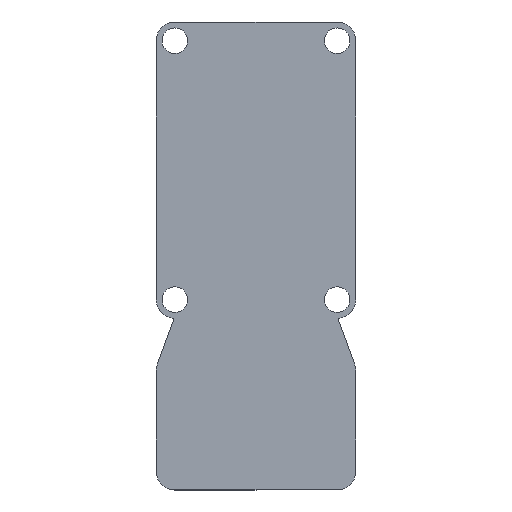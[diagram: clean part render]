
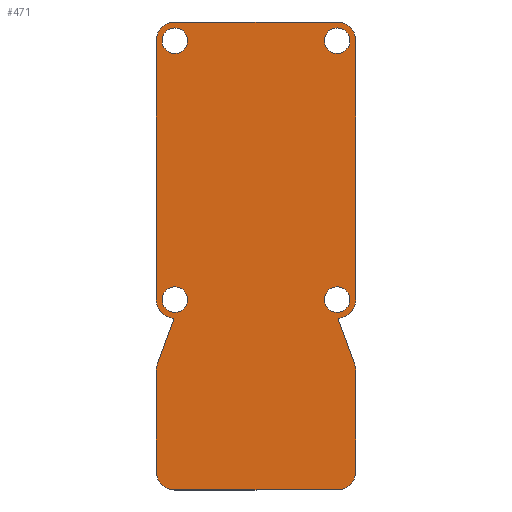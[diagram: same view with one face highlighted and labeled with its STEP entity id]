
A CAD part, top view. The second image highlights one B-rep face of the part: STEP entity #471.
In plain terms, the highlighted planar face has unit normal (0, 0, 1).
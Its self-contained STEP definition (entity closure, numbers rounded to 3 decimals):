
#15=FACE_BOUND('',#80,.T.);
#16=FACE_BOUND('',#81,.T.);
#17=FACE_BOUND('',#82,.T.);
#18=FACE_BOUND('',#83,.T.);
#31=PLANE('',#543);
#55=FACE_OUTER_BOUND('',#79,.T.);
#79=EDGE_LOOP('',(#391,#392,#393,#394,#395,#396,#397,#398,#399,#400,#401,
#402,#403,#404,#405,#406,#407,#408));
#80=EDGE_LOOP('',(#409));
#81=EDGE_LOOP('',(#410));
#82=EDGE_LOOP('',(#411));
#83=EDGE_LOOP('',(#412));
#95=LINE('',#725,#133);
#99=LINE('',#737,#137);
#104=LINE('',#755,#142);
#108=LINE('',#767,#146);
#112=LINE('',#779,#150);
#116=LINE('',#791,#154);
#120=LINE('',#803,#158);
#125=LINE('',#820,#163);
#133=VECTOR('',#585,10.);
#137=VECTOR('',#597,10.);
#142=VECTOR('',#616,10.);
#146=VECTOR('',#628,10.);
#150=VECTOR('',#640,10.);
#154=VECTOR('',#652,10.);
#158=VECTOR('',#664,10.);
#163=VECTOR('',#683,10.);
#166=CIRCLE('',#495,4.1);
#168=CIRCLE('',#498,4.1);
#170=CIRCLE('',#501,4.1);
#172=CIRCLE('',#504,4.1);
#173=CIRCLE('',#506,6.);
#175=CIRCLE('',#510,6.);
#177=CIRCLE('',#514,6.);
#179=CIRCLE('',#517,0.5);
#181=CIRCLE('',#521,7.);
#183=CIRCLE('',#525,6.);
#185=CIRCLE('',#529,6.);
#187=CIRCLE('',#533,7.);
#189=CIRCLE('',#537,0.5);
#191=CIRCLE('',#540,6.);
#194=VERTEX_POINT('',#693);
#196=VERTEX_POINT('',#699);
#198=VERTEX_POINT('',#705);
#200=VERTEX_POINT('',#711);
#201=VERTEX_POINT('',#715);
#202=VERTEX_POINT('',#716);
#205=VERTEX_POINT('',#724);
#207=VERTEX_POINT('',#730);
#209=VERTEX_POINT('',#736);
#211=VERTEX_POINT('',#742);
#213=VERTEX_POINT('',#748);
#215=VERTEX_POINT('',#754);
#217=VERTEX_POINT('',#760);
#219=VERTEX_POINT('',#766);
#221=VERTEX_POINT('',#772);
#223=VERTEX_POINT('',#778);
#225=VERTEX_POINT('',#784);
#227=VERTEX_POINT('',#790);
#229=VERTEX_POINT('',#796);
#231=VERTEX_POINT('',#802);
#233=VERTEX_POINT('',#808);
#235=VERTEX_POINT('',#814);
#239=EDGE_CURVE('',#194,#194,#166,.T.);
#242=EDGE_CURVE('',#196,#196,#168,.T.);
#245=EDGE_CURVE('',#198,#198,#170,.T.);
#248=EDGE_CURVE('',#200,#200,#172,.T.);
#249=EDGE_CURVE('',#201,#202,#173,.T.);
#253=EDGE_CURVE('',#202,#205,#95,.T.);
#256=EDGE_CURVE('',#205,#207,#175,.T.);
#259=EDGE_CURVE('',#207,#209,#99,.T.);
#262=EDGE_CURVE('',#209,#211,#177,.T.);
#265=EDGE_CURVE('',#211,#213,#179,.T.);
#268=EDGE_CURVE('',#213,#215,#104,.T.);
#271=EDGE_CURVE('',#215,#217,#181,.T.);
#274=EDGE_CURVE('',#217,#219,#108,.T.);
#277=EDGE_CURVE('',#219,#221,#183,.T.);
#280=EDGE_CURVE('',#221,#223,#112,.T.);
#283=EDGE_CURVE('',#223,#225,#185,.T.);
#286=EDGE_CURVE('',#225,#227,#116,.T.);
#289=EDGE_CURVE('',#227,#229,#187,.T.);
#292=EDGE_CURVE('',#229,#231,#120,.T.);
#295=EDGE_CURVE('',#231,#233,#189,.T.);
#298=EDGE_CURVE('',#233,#235,#191,.T.);
#301=EDGE_CURVE('',#235,#201,#125,.T.);
#391=ORIENTED_EDGE('',*,*,#249,.F.);
#392=ORIENTED_EDGE('',*,*,#301,.F.);
#393=ORIENTED_EDGE('',*,*,#298,.F.);
#394=ORIENTED_EDGE('',*,*,#295,.F.);
#395=ORIENTED_EDGE('',*,*,#292,.F.);
#396=ORIENTED_EDGE('',*,*,#289,.F.);
#397=ORIENTED_EDGE('',*,*,#286,.F.);
#398=ORIENTED_EDGE('',*,*,#283,.F.);
#399=ORIENTED_EDGE('',*,*,#280,.F.);
#400=ORIENTED_EDGE('',*,*,#277,.F.);
#401=ORIENTED_EDGE('',*,*,#274,.F.);
#402=ORIENTED_EDGE('',*,*,#271,.F.);
#403=ORIENTED_EDGE('',*,*,#268,.F.);
#404=ORIENTED_EDGE('',*,*,#265,.F.);
#405=ORIENTED_EDGE('',*,*,#262,.F.);
#406=ORIENTED_EDGE('',*,*,#259,.F.);
#407=ORIENTED_EDGE('',*,*,#256,.F.);
#408=ORIENTED_EDGE('',*,*,#253,.F.);
#409=ORIENTED_EDGE('',*,*,#239,.T.);
#410=ORIENTED_EDGE('',*,*,#242,.T.);
#411=ORIENTED_EDGE('',*,*,#245,.T.);
#412=ORIENTED_EDGE('',*,*,#248,.T.);
#471=ADVANCED_FACE('',(#55,#15,#16,#17,#18),#31,.T.);
#495=AXIS2_PLACEMENT_3D('',#695,#552,#553);
#498=AXIS2_PLACEMENT_3D('',#701,#559,#560);
#501=AXIS2_PLACEMENT_3D('',#707,#566,#567);
#504=AXIS2_PLACEMENT_3D('',#713,#573,#574);
#506=AXIS2_PLACEMENT_3D('',#717,#577,#578);
#510=AXIS2_PLACEMENT_3D('',#731,#590,#591);
#514=AXIS2_PLACEMENT_3D('',#743,#602,#603);
#517=AXIS2_PLACEMENT_3D('',#749,#609,#610);
#521=AXIS2_PLACEMENT_3D('',#761,#621,#622);
#525=AXIS2_PLACEMENT_3D('',#773,#633,#634);
#529=AXIS2_PLACEMENT_3D('',#785,#645,#646);
#533=AXIS2_PLACEMENT_3D('',#797,#657,#658);
#537=AXIS2_PLACEMENT_3D('',#809,#669,#670);
#540=AXIS2_PLACEMENT_3D('',#815,#676,#677);
#543=AXIS2_PLACEMENT_3D('',#822,#685,#686);
#552=DIRECTION('center_axis',(0.,0.,-1.));
#553=DIRECTION('ref_axis',(-1.,0.,0.));
#559=DIRECTION('center_axis',(0.,0.,-1.));
#560=DIRECTION('ref_axis',(-1.,0.,0.));
#566=DIRECTION('center_axis',(0.,0.,-1.));
#567=DIRECTION('ref_axis',(-1.,0.,0.));
#573=DIRECTION('center_axis',(0.,0.,-1.));
#574=DIRECTION('ref_axis',(-1.,0.,0.));
#577=DIRECTION('center_axis',(0.,0.,-1.));
#578=DIRECTION('ref_axis',(0.,-1.,0.));
#585=DIRECTION('',(1.,0.,0.));
#590=DIRECTION('center_axis',(0.,0.,-1.));
#591=DIRECTION('ref_axis',(-1.,0.,0.));
#597=DIRECTION('',(0.,-1.,0.));
#602=DIRECTION('center_axis',(0.,0.,-1.));
#603=DIRECTION('ref_axis',(-0.146,0.989,0.));
#609=DIRECTION('center_axis',(0.,0.,1.));
#610=DIRECTION('ref_axis',(-0.146,0.989,0.));
#616=DIRECTION('',(0.342,-0.94,0.));
#621=DIRECTION('center_axis',(0.,0.,-1.));
#622=DIRECTION('ref_axis',(-1.,0.,0.));
#628=DIRECTION('',(0.,-1.,0.));
#633=DIRECTION('center_axis',(0.,0.,-1.));
#634=DIRECTION('ref_axis',(0.,1.,0.));
#640=DIRECTION('',(-1.,0.,0.));
#645=DIRECTION('center_axis',(0.,0.,-1.));
#646=DIRECTION('ref_axis',(1.,0.,0.));
#652=DIRECTION('',(0.,1.,0.));
#657=DIRECTION('center_axis',(0.,0.,-1.));
#658=DIRECTION('ref_axis',(0.94,-0.342,0.));
#664=DIRECTION('',(0.342,0.94,0.));
#669=DIRECTION('center_axis',(0.,0.,1.));
#670=DIRECTION('ref_axis',(0.94,-0.342,0.));
#676=DIRECTION('center_axis',(0.,0.,-1.));
#677=DIRECTION('ref_axis',(1.,0.,0.));
#683=DIRECTION('',(0.,1.,0.));
#685=DIRECTION('center_axis',(0.,0.,1.));
#686=DIRECTION('ref_axis',(1.,0.,0.));
#693=CARTESIAN_POINT('',(30.1,144.,2.));
#695=CARTESIAN_POINT('Origin',(26.,144.,2.));
#699=CARTESIAN_POINT('',(30.1,61.,2.));
#701=CARTESIAN_POINT('Origin',(26.,61.,2.));
#705=CARTESIAN_POINT('',(-21.9,61.,2.));
#707=CARTESIAN_POINT('Origin',(-26.,61.,2.));
#711=CARTESIAN_POINT('',(-21.9,144.,2.));
#713=CARTESIAN_POINT('Origin',(-26.,144.,2.));
#715=CARTESIAN_POINT('',(-32.,144.,2.));
#716=CARTESIAN_POINT('',(-26.,150.,2.));
#717=CARTESIAN_POINT('Origin',(-26.,144.,2.));
#724=CARTESIAN_POINT('',(26.,150.,2.));
#725=CARTESIAN_POINT('',(-26.,150.,2.));
#730=CARTESIAN_POINT('',(32.,144.,2.));
#731=CARTESIAN_POINT('Origin',(26.,144.,2.));
#736=CARTESIAN_POINT('',(32.,61.,2.));
#737=CARTESIAN_POINT('',(32.,144.,2.));
#742=CARTESIAN_POINT('',(26.877,55.064,2.));
#743=CARTESIAN_POINT('Origin',(26.,61.,2.));
#748=CARTESIAN_POINT('',(26.481,54.399,2.));
#749=CARTESIAN_POINT('Origin',(26.95,54.57,2.));
#754=CARTESIAN_POINT('',(31.578,40.394,2.));
#755=CARTESIAN_POINT('',(26.481,54.399,2.));
#760=CARTESIAN_POINT('',(32.,38.,2.));
#761=CARTESIAN_POINT('Origin',(25.,38.,2.));
#766=CARTESIAN_POINT('',(32.,6.,2.));
#767=CARTESIAN_POINT('',(32.,38.,2.));
#772=CARTESIAN_POINT('',(26.,0.,2.));
#773=CARTESIAN_POINT('Origin',(26.,6.,2.));
#778=CARTESIAN_POINT('',(-26.,0.,2.));
#779=CARTESIAN_POINT('',(26.,0.,2.));
#784=CARTESIAN_POINT('',(-32.,6.,2.));
#785=CARTESIAN_POINT('Origin',(-26.,6.,2.));
#790=CARTESIAN_POINT('',(-32.,38.,2.));
#791=CARTESIAN_POINT('',(-32.,6.,2.));
#796=CARTESIAN_POINT('',(-31.578,40.394,2.));
#797=CARTESIAN_POINT('Origin',(-25.,38.,2.));
#802=CARTESIAN_POINT('',(-26.481,54.399,2.));
#803=CARTESIAN_POINT('',(-31.578,40.394,2.));
#808=CARTESIAN_POINT('',(-26.877,55.064,2.));
#809=CARTESIAN_POINT('Origin',(-26.95,54.57,2.));
#814=CARTESIAN_POINT('',(-32.,61.,2.));
#815=CARTESIAN_POINT('Origin',(-26.,61.,2.));
#820=CARTESIAN_POINT('',(-32.,61.,2.));
#822=CARTESIAN_POINT('Origin',(0.,74.623,2.));
